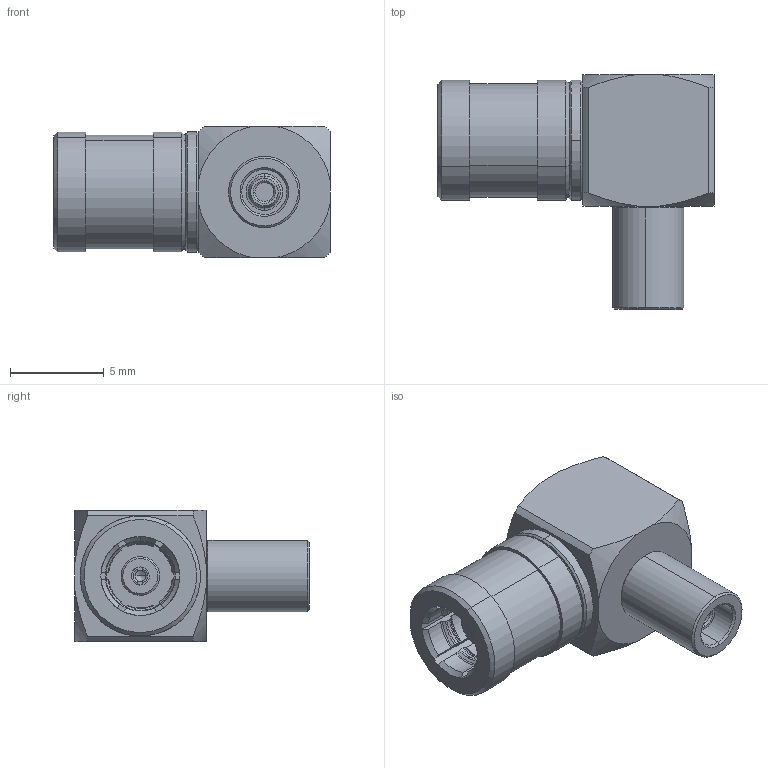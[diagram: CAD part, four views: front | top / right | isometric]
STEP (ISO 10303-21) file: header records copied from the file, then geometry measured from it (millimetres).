
FILE_DESCRIPTION (( 'STEP AP214' ), '1' );
FILE_NAME ('ÑÖÍÊ.434531.045ÑÁ_Ðîçåòêà+äëÿ ïîòðåáèòåëÿ.STEP', '2018-12-03T06:16:29', ( 'User' ), ( '' ), 'SwSTEP 2.0', 'SolidWorks 2016', '' );
FILE_SCHEMA (( 'AUTOMOTIVE_DESIGN' ));
Length unit declared in the file: millimetre
Products named in the file (1): ÑÖÍÊ.434531.045ÑÁ_Ðîçåòêà+äëÿ ïîòðåáèòåëÿ
Bounding box: 14.7 x 12.5 x 7 mm (x, y, z)
Volume: 566.7 mm3; surface area: 687.1 mm2
Topology: 1 solids, 1 shells, 178 faces, 459 edges, 292 vertices
Faces by surface type: cone 55, cylinder 46, plane 42, torus 35
Entity records: 7786 total; most frequent: CARTESIAN_POINT 1524, ORIENTED_EDGE 914, DIRECTION 913, EDGE_CURVE 457, AXIS2_PLACEMENT_3D 381, VERTEX_POINT 292, CIRCLE 202, EDGE_LOOP 189
